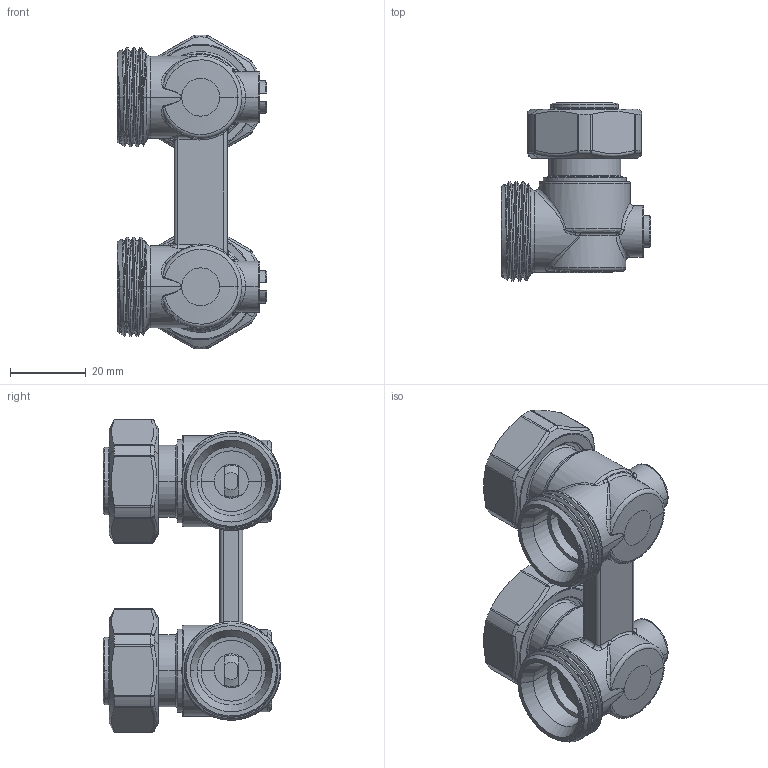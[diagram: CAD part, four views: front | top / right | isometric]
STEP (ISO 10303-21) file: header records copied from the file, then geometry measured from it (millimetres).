
FILE_DESCRIPTION((''),'2;1');
FILE_NAME('0567-50-000_SW0001','2016-03-09T',('marann'),(''),'PRO/ENGINEER BY PARAMETRIC TECHNOLOGY CORPORATION, 2011490','PRO/ENGINEER BY PARAMETRIC TECHNOLOGY CORPORATION, 2011490','');
FILE_SCHEMA(('CONFIG_CONTROL_DESIGN'));
Length unit declared in the file: millimetre
Products named in the file (1): 0567-50-000_SW0001
Bounding box: 39.4 x 46.85 x 82.78 mm (x, y, z)
Volume: 31702.3 mm3; surface area: 28040 mm2
Topology: 3 solids, 5 shells, 700 faces, 1640 edges, 976 vertices
Faces by surface type: cylinder 236, torus 122, bspline 106, plane 104, cone 102, sphere 30
Entity records: 37419 total; most frequent: CARTESIAN_POINT 22069, ORIENTED_EDGE 3272, DIRECTION 3162, EDGE_CURVE 1636, AXIS2_PLACEMENT_3D 1370, VERTEX_POINT 976, CIRCLE 776, EDGE_LOOP 746
